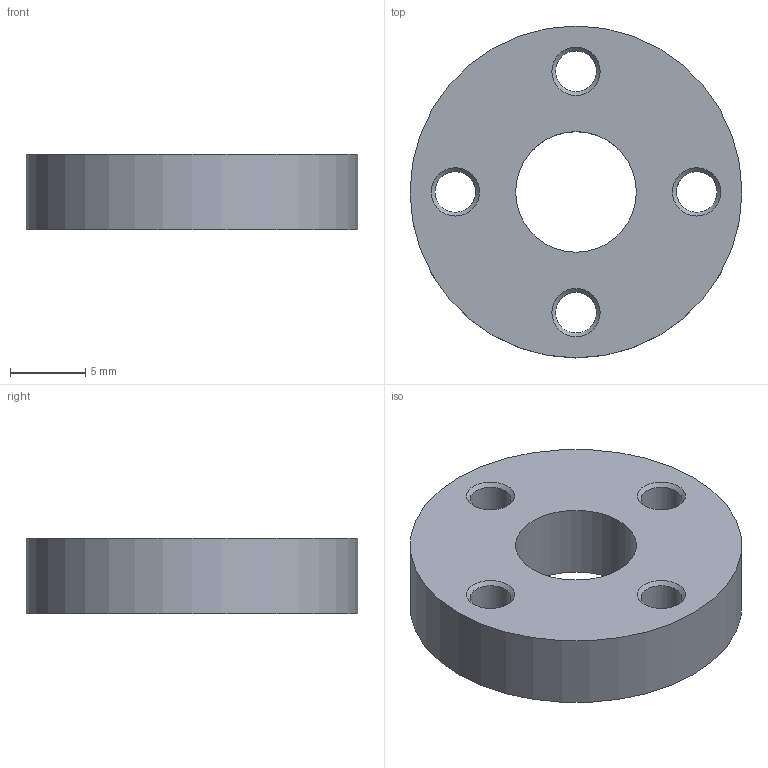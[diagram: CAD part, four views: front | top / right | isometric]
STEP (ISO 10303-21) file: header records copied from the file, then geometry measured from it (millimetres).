
FILE_DESCRIPTION(/* description */ (''),/* implementation_level */ '2;1');
FILE_NAME(/* name */ 'tetrix_736466_joining_hub.stp',/* time_stamp */ '2013-08-31T13:20:13-08:00',/* author */ ('Kyle'),/* organization */ (''),/* preprocessor_version */ 'ST-DEVELOPER v15.2',/* originating_system */ 'Autodesk Inventor 2014',/* authorisation */ '');
FILE_SCHEMA (('AUTOMOTIVE_DESIGN { 1 0 10303 214 3 1 1 }'));
Length unit declared in the file: millimetre
Products named in the file (1): tetrix_736466_joining_hub
Bounding box: 22 x 22 x 5 mm (x, y, z)
Volume: 1532.6 mm3; surface area: 1245.5 mm2
Topology: 1 solids, 1 shells, 16 faces, 42 edges, 28 vertices
Faces by surface type: cone 8, cylinder 6, plane 2
Full cylindrical faces by diameter (mm): 2.7 x4, 8 x1, 22 x1
Entity records: 405 total; most frequent: DIRECTION 74, CARTESIAN_POINT 57, EDGE_LOOP 40, ORIENTED_EDGE 40, AXIS2_PLACEMENT_3D 37, FACE_BOUND 24, CIRCLE 20, VERTEX_POINT 20
